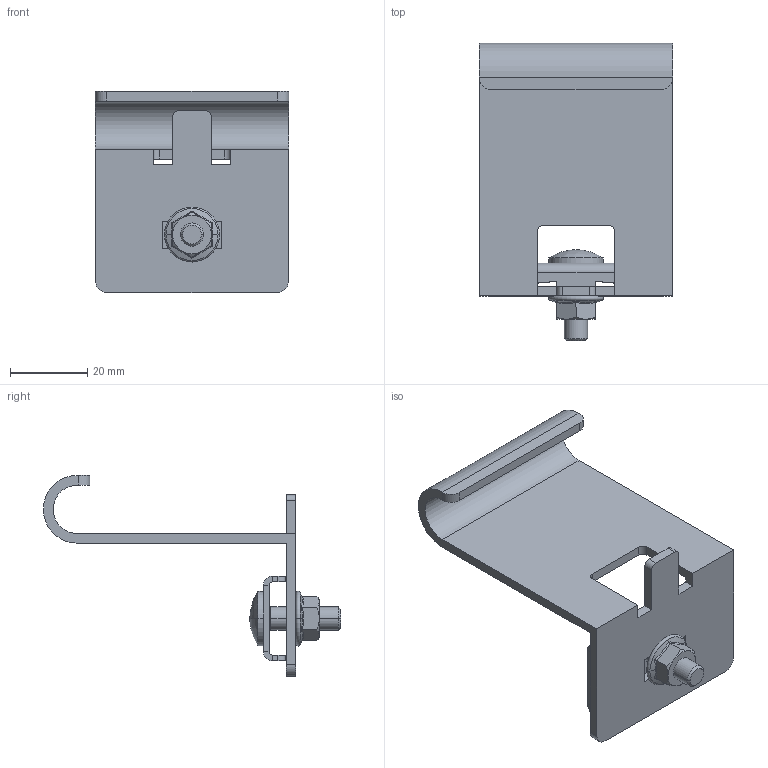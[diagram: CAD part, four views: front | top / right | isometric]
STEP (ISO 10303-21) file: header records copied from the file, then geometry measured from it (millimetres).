
FILE_DESCRIPTION((''),'2;1');
FILE_NAME('6221416_ASM','2013-09-19T',('AndreasKeweloh'),(''),'PRO/ENGINEER BY PARAMETRIC TECHNOLOGY CORPORATION, 2012360','PRO/ENGINEER BY PARAMETRIC TECHNOLOGY CORPORATION, 2012360','');
FILE_SCHEMA(('CONFIG_CONTROL_DESIGN'));
Length unit declared in the file: millimetre
Products named in the file (6): HEX_FLANGE_NUT_DIN_HEXAGON_FLAN; KTS_14_001-019_M6X25-_1; 048501_1; 062740_1; KTS_07_021-003_1_ASM_1_ASM; 6221416_ASM
Assembly tree (5 placements, depth 3):
  6221416_ASM
    KTS_07_021-003_1_ASM_1_ASM
      HEX_FLANGE_NUT_DIN_HEXAGON_FLAN
      KTS_14_001-019_M6X25-_1
      048501_1
      062740_1
Bounding box: 50 x 76.83 x 52 mm (x, y, z)
Volume: 16899.9 mm3; surface area: 15983.4 mm2
Topology: 4 solids, 4 shells, 121 faces, 298 edges, 185 vertices
Faces by surface type: plane 67, cylinder 26, cone 18, bspline 6, torus 2, sphere 2
Entity records: 4257 total; most frequent: CARTESIAN_POINT 1271, ORIENTED_EDGE 596, DIRECTION 594, EDGE_CURVE 298, AXIS2_PLACEMENT_3D 206, VERTEX_POINT 185, VECTOR 182, LINE 182
